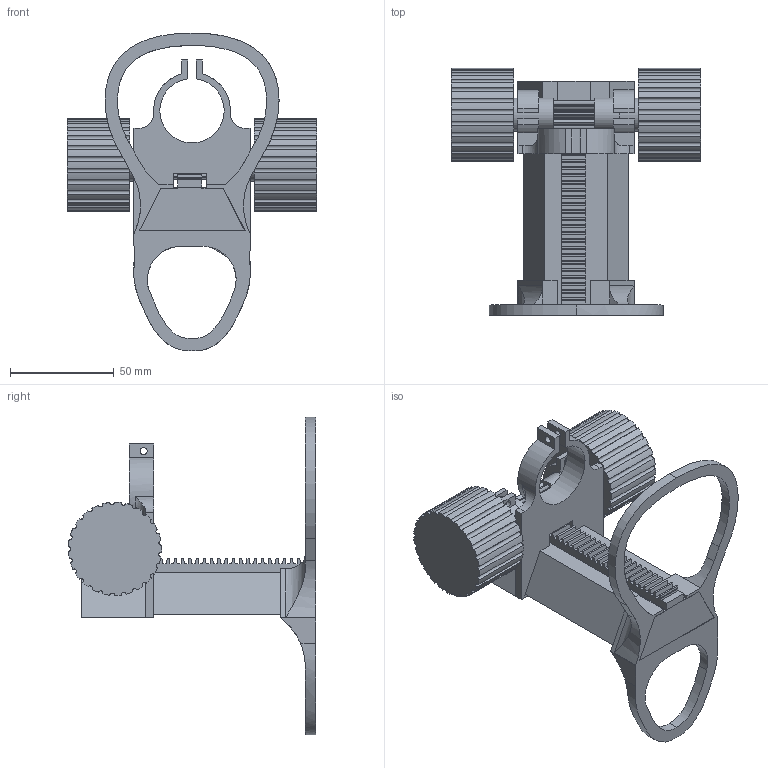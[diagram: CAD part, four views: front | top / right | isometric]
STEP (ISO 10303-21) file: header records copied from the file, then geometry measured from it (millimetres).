
FILE_DESCRIPTION(/* description */ (''),/* implementation_level */ '2;1');
FILE_NAME(/* name */ 'microscope-pinion v6.step',/* time_stamp */ '2018-01-06T18:15:20+01:00',/* author */ ('farouk.hashim'),/* organization */ (''),/* preprocessor_version */ 'ST-DEVELOPER v16.13',/* originating_system */ 'Autodesk Translation Framework v6.5.0.72',/* authorisation */ '');
FILE_SCHEMA (('AUTOMOTIVE_DESIGN { 1 0 10303 214 3 1 1 }'));
Length unit declared in the file: millimetre
Products named in the file (6): microscope-pinion; Component1; Spur Gear (10 teeth); senaste; Component14; Component16
Assembly tree (5 placements, depth 2):
  microscope-pinion
    Component1
    Spur Gear (10 teeth)
    senaste
    Component14
    Component16
Bounding box: 120.15 x 119.28 x 153.35 mm (x, y, z)
Volume: 241007.5 mm3; surface area: 75528.3 mm2
Topology: 10 solids, 10 shells, 476 faces, 1359 edges, 904 vertices
Faces by surface type: plane 279, cylinder 166, bspline 30, torus 1
Full cylindrical faces by diameter (mm): 3.4 x6, 16 x3
Entity records: 22013 total; most frequent: CARTESIAN_POINT 9318, ORIENTED_EDGE 2718, DIRECTION 2538, EDGE_CURVE 1359, LINE 942, VECTOR 942, VERTEX_POINT 904, AXIS2_PLACEMENT_3D 798
